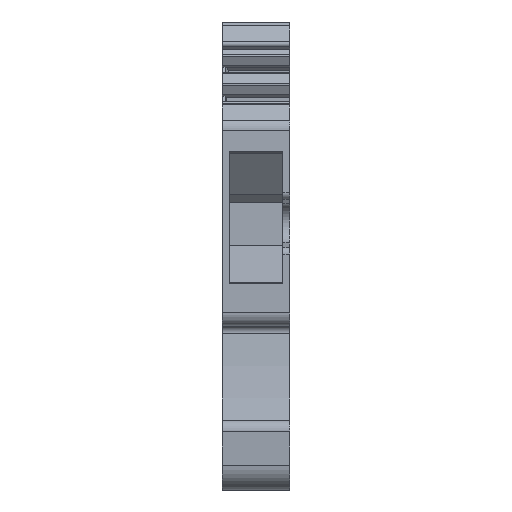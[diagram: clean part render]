
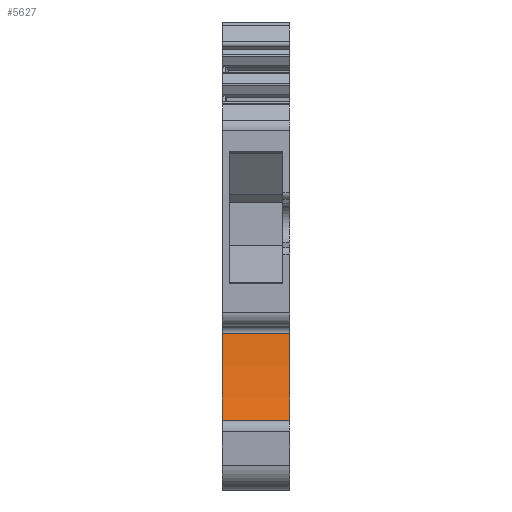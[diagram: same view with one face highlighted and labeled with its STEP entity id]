
A CAD part, front view. The second image highlights one B-rep face of the part: STEP entity #5627.
In plain terms, the highlighted cylindrical face has radius 36.422 mm (diameter 72.843 mm), a partial arc.
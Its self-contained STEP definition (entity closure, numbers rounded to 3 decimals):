
#949=AXIS2_PLACEMENT_3D('Circle Axis2P3D',#947,#948,$) ;
#2626=AXIS2_PLACEMENT_3D('Circle Axis2P3D',#2624,#2625,$) ;
#5614=AXIS2_PLACEMENT_3D('Cylinder Axis2P3D',#5611,#5612,#5613) ;
#944=CARTESIAN_POINT('Vertex',(5.1,5.17,11.894)) ;
#947=CARTESIAN_POINT('Axis2P3D Location',(5.1,-31.023,15.967)) ;
#951=CARTESIAN_POINT('Vertex',(5.1,3.577,4.594)) ;
#2621=CARTESIAN_POINT('Vertex',(0.,3.577,4.594)) ;
#2624=CARTESIAN_POINT('Axis2P3D Location',(0.,-31.023,15.967)) ;
#2628=CARTESIAN_POINT('Vertex',(0.,5.17,11.894)) ;
#5599=CARTESIAN_POINT('Line Origine',(2.55,5.17,11.894)) ;
#5611=CARTESIAN_POINT('Axis2P3D Location',(2.55,-31.023,15.967)) ;
#5616=CARTESIAN_POINT('Line Origine',(2.55,3.577,4.594)) ;
#948=DIRECTION('Axis2P3D Direction',(1.,0.,0.)) ;
#2625=DIRECTION('Axis2P3D Direction',(1.,0.,0.)) ;
#5600=DIRECTION('Vector Direction',(1.,0.,0.)) ;
#5612=DIRECTION('Axis2P3D Direction',(1.,0.,0.)) ;
#5613=DIRECTION('Axis2P3D XDirection',(0.,0.95,-0.312)) ;
#5617=DIRECTION('Vector Direction',(1.,0.,0.)) ;
#5601=VECTOR('Line Direction',#5600,1.) ;
#5618=VECTOR('Line Direction',#5617,1.) ;
#5622=ORIENTED_EDGE('',*,*,#5603,.F.) ;
#5623=ORIENTED_EDGE('',*,*,#2630,.T.) ;
#5624=ORIENTED_EDGE('',*,*,#5620,.T.) ;
#5625=ORIENTED_EDGE('',*,*,#953,.F.) ;
#5627=ADVANCED_FACE('Hauptk\X2\00F6\X0\rper',(#5626),#5615,.F.) ;
#950=CIRCLE('generated circle',#949,36.422) ;
#2627=CIRCLE('generated circle',#2626,36.422) ;
#5615=CYLINDRICAL_SURFACE('generated cylinder',#5614,36.422) ;
#953=EDGE_CURVE('',#945,#952,#950,.F.) ;
#2630=EDGE_CURVE('',#2629,#2622,#2627,.F.) ;
#5603=EDGE_CURVE('',#2629,#945,#5602,.T.) ;
#5620=EDGE_CURVE('',#2622,#952,#5619,.T.) ;
#5621=EDGE_LOOP('',(#5622,#5623,#5624,#5625)) ;
#5626=FACE_OUTER_BOUND('',#5621,.T.) ;
#5602=LINE('Line',#5599,#5601) ;
#5619=LINE('Line',#5616,#5618) ;
#945=VERTEX_POINT('',#944) ;
#952=VERTEX_POINT('',#951) ;
#2622=VERTEX_POINT('',#2621) ;
#2629=VERTEX_POINT('',#2628) ;
